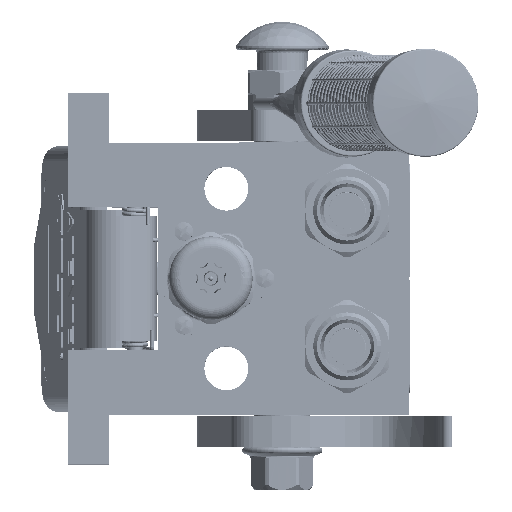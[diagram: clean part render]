
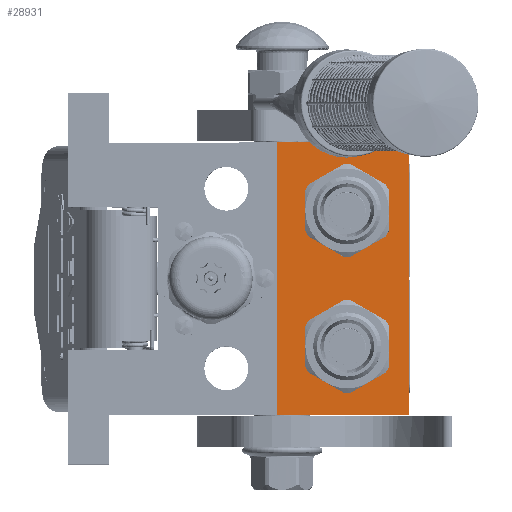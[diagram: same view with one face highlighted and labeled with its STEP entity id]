
A CAD part, top view. The second image highlights one B-rep face of the part: STEP entity #28931.
In plain terms, the highlighted face is planar.
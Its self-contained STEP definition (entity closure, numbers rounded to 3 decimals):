
#5964 = CARTESIAN_POINT ( 'NONE',  ( 44., 8.9, -42.5 ) ) ;
#8230 = VERTEX_POINT ( 'NONE', #5964 ) ;
#8246 = CARTESIAN_POINT ( 'NONE',  ( -22., 8.9, -20. ) ) ;
#12786 = DIRECTION ( 'NONE',  ( 0., -1., 0. ) ) ;
#16996 = EDGE_CURVE ( 'NONE', #82576, #8230, #167280, .T. ) ;
#19232 = AXIS2_PLACEMENT_3D ( 'NONE', #179127, #39332, #116665 ) ;
#20975 = DIRECTION ( 'NONE',  ( 1., 0., 0. ) ) ;
#28931 = ADVANCED_FACE ( 'NONE', ( #65184, #72453, #92146 ), #115994, .T. ) ;
#29921 = ORIENTED_EDGE ( 'NONE', *, *, #101858, .F. ) ;
#32476 = VECTOR ( 'NONE', #20975, 1000. ) ;
#34721 = EDGE_LOOP ( 'NONE', ( #126871, #158329 ) ) ;
#39332 = DIRECTION ( 'NONE',  ( 0., -1., 0. ) ) ;
#40395 = LINE ( 'NONE', #153695, #202157 ) ;
#41052 = DIRECTION ( 'NONE',  ( 0., 0., 1. ) ) ;
#42783 = LINE ( 'NONE', #165565, #175141 ) ;
#44899 = AXIS2_PLACEMENT_3D ( 'NONE', #92048, #171499, #186593 ) ;
#44957 = CIRCLE ( 'NONE', #60491, 12.15 ) ;
#45340 = ORIENTED_EDGE ( 'NONE', *, *, #16996, .T. ) ;
#46132 = ORIENTED_EDGE ( 'NONE', *, *, #132496, .F. ) ;
#48418 = EDGE_CURVE ( 'NONE', #67167, #147340, #42783, .T. ) ;
#49384 = EDGE_CURVE ( 'NONE', #165849, #172985, #44957, .T. ) ;
#52570 = CIRCLE ( 'NONE', #123257, 12.15 ) ;
#53733 = CARTESIAN_POINT ( 'NONE',  ( -44., 8.9, -42.5 ) ) ;
#55235 = EDGE_CURVE ( 'NONE', #67167, #82576, #185031, .T. ) ;
#56862 = VERTEX_POINT ( 'NONE', #115210 ) ;
#60491 = AXIS2_PLACEMENT_3D ( 'NONE', #8246, #181538, #41052 ) ;
#62509 = DIRECTION ( 'NONE',  ( 0., 0., -1. ) ) ;
#64853 = VECTOR ( 'NONE', #203027, 1000. ) ;
#65184 = FACE_BOUND ( 'NONE', #34721, .T. ) ;
#67167 = VERTEX_POINT ( 'NONE', #163866 ) ;
#72212 = EDGE_CURVE ( 'NONE', #56862, #161450, #193061, .T. ) ;
#72453 = FACE_BOUND ( 'NONE', #173009, .T. ) ;
#82576 = VERTEX_POINT ( 'NONE', #88115 ) ;
#86236 = CARTESIAN_POINT ( 'NONE',  ( -22., 8.9, -7.85 ) ) ;
#88115 = CARTESIAN_POINT ( 'NONE',  ( -44., 8.9, -42.5 ) ) ;
#92048 = CARTESIAN_POINT ( 'NONE',  ( 22., 8.9, -20. ) ) ;
#92146 = FACE_OUTER_BOUND ( 'NONE', #147060, .T. ) ;
#101858 = EDGE_CURVE ( 'NONE', #147340, #8230, #40395, .T. ) ;
#114890 = EDGE_CURVE ( 'NONE', #161450, #56862, #168423, .T. ) ;
#115210 = CARTESIAN_POINT ( 'NONE',  ( 22., 8.9, -32.15 ) ) ;
#115994 = PLANE ( 'NONE',  #19232 ) ;
#116665 = DIRECTION ( 'NONE',  ( 1., 0., 0. ) ) ;
#123257 = AXIS2_PLACEMENT_3D ( 'NONE', #183931, #136538, #151698 ) ;
#124285 = ORIENTED_EDGE ( 'NONE', *, *, #49384, .F. ) ;
#126871 = ORIENTED_EDGE ( 'NONE', *, *, #72212, .F. ) ;
#127544 = CARTESIAN_POINT ( 'NONE',  ( -44., 8.9, 0. ) ) ;
#130425 = CARTESIAN_POINT ( 'NONE',  ( 22., 8.9, -7.85 ) ) ;
#131493 = ORIENTED_EDGE ( 'NONE', *, *, #48418, .F. ) ;
#132496 = EDGE_CURVE ( 'NONE', #172985, #165849, #52570, .T. ) ;
#135945 = DIRECTION ( 'NONE',  ( 1., 0., 0. ) ) ;
#136538 = DIRECTION ( 'NONE',  ( 0., -1., 0. ) ) ;
#138058 = DIRECTION ( 'NONE',  ( 0., 0., -1. ) ) ;
#140851 = CARTESIAN_POINT ( 'NONE',  ( -22., 8.9, -32.15 ) ) ;
#147060 = EDGE_LOOP ( 'NONE', ( #183367, #45340, #29921, #131493 ) ) ;
#147340 = VERTEX_POINT ( 'NONE', #170105 ) ;
#151698 = DIRECTION ( 'NONE',  ( 0., 0., -1. ) ) ;
#153695 = CARTESIAN_POINT ( 'NONE',  ( 44., 8.9, 0. ) ) ;
#158329 = ORIENTED_EDGE ( 'NONE', *, *, #114890, .F. ) ;
#161450 = VERTEX_POINT ( 'NONE', #130425 ) ;
#163866 = CARTESIAN_POINT ( 'NONE',  ( -44., 8.9, 0. ) ) ;
#165565 = CARTESIAN_POINT ( 'NONE',  ( -44., 8.9, 0. ) ) ;
#165849 = VERTEX_POINT ( 'NONE', #86236 ) ;
#167280 = LINE ( 'NONE', #53733, #32476 ) ;
#168423 = CIRCLE ( 'NONE', #44899, 12.15 ) ;
#170105 = CARTESIAN_POINT ( 'NONE',  ( 44., 8.9, 0. ) ) ;
#171499 = DIRECTION ( 'NONE',  ( 0., -1., 0. ) ) ;
#172985 = VERTEX_POINT ( 'NONE', #140851 ) ;
#173009 = EDGE_LOOP ( 'NONE', ( #46132, #124285 ) ) ;
#175141 = VECTOR ( 'NONE', #135945, 1000. ) ;
#179127 = CARTESIAN_POINT ( 'NONE',  ( 0., 8.9, 0. ) ) ;
#181181 = AXIS2_PLACEMENT_3D ( 'NONE', #202467, #12786, #138058 ) ;
#181538 = DIRECTION ( 'NONE',  ( 0., -1., 0. ) ) ;
#183367 = ORIENTED_EDGE ( 'NONE', *, *, #55235, .T. ) ;
#183931 = CARTESIAN_POINT ( 'NONE',  ( -22., 8.9, -20. ) ) ;
#185031 = LINE ( 'NONE', #127544, #64853 ) ;
#186593 = DIRECTION ( 'NONE',  ( 0., 0., 1. ) ) ;
#193061 = CIRCLE ( 'NONE', #181181, 12.15 ) ;
#202157 = VECTOR ( 'NONE', #62509, 1000. ) ;
#202467 = CARTESIAN_POINT ( 'NONE',  ( 22., 8.9, -20. ) ) ;
#203027 = DIRECTION ( 'NONE',  ( 0., 0., -1. ) ) ;
